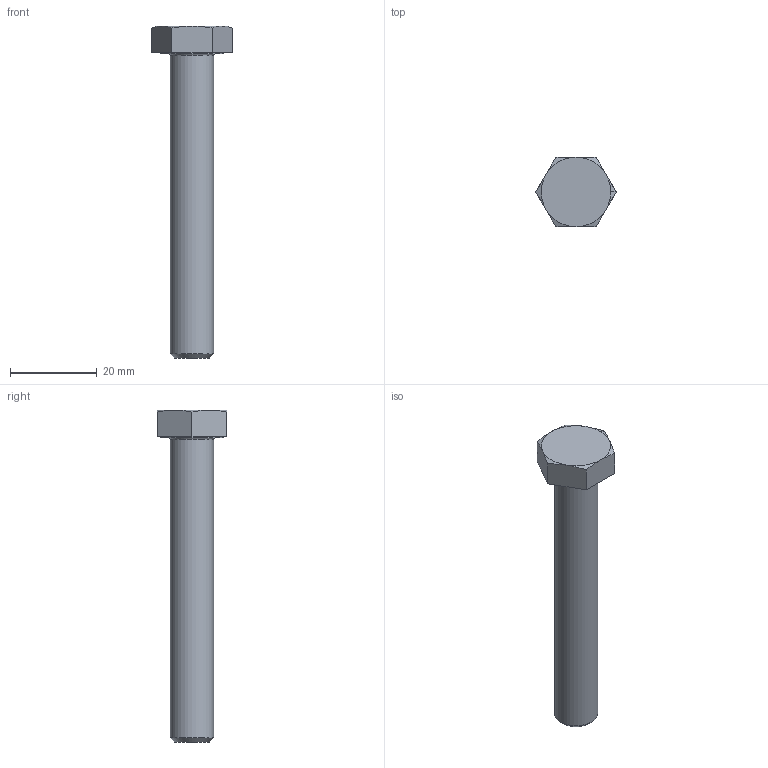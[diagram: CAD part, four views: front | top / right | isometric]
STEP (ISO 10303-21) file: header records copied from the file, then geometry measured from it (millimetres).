
FILE_DESCRIPTION(('FreeCAD Model'),'2;1');
FILE_NAME('Open CASCADE Shape Model','2025-10-29T22:33:17',('Author'),( ''),'Open CASCADE STEP processor 7.8','FreeCAD','Unknown');
FILE_SCHEMA(('AUTOMOTIVE_DESIGN { 1 0 10303 214 1 1 1 1 }'));
Length unit declared in the file: millimetre
Products named in the file (1): M10x70-Screw
Bounding box: 18.48 x 16 x 76.4 mm (x, y, z)
Volume: 6884.5 mm3; surface area: 2961.7 mm2
Topology: 1 solids, 1 shells, 21 faces, 42 edges, 25 vertices
Faces by surface type: plane 10, cone 8, cylinder 2, torus 1
Full cylindrical faces by diameter (mm): 10 x1, 14.7 x1
Entity records: 572 total; most frequent: DIRECTION 112, CARTESIAN_POINT 89, ORIENTED_EDGE 84, AXIS2_PLACEMENT_3D 48, EDGE_CURVE 42, VERTEX_POINT 25, FACE_BOUND 23, EDGE_LOOP 23
